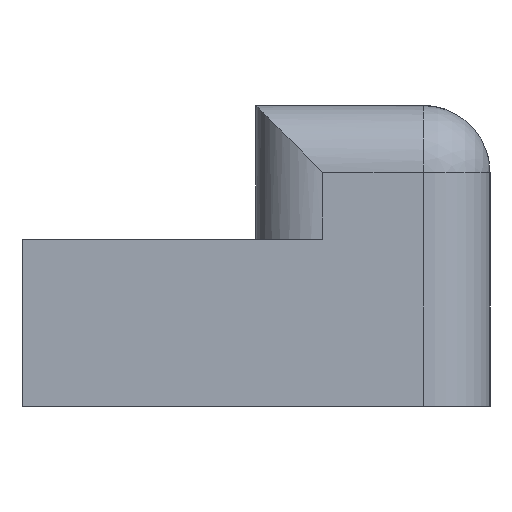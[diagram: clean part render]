
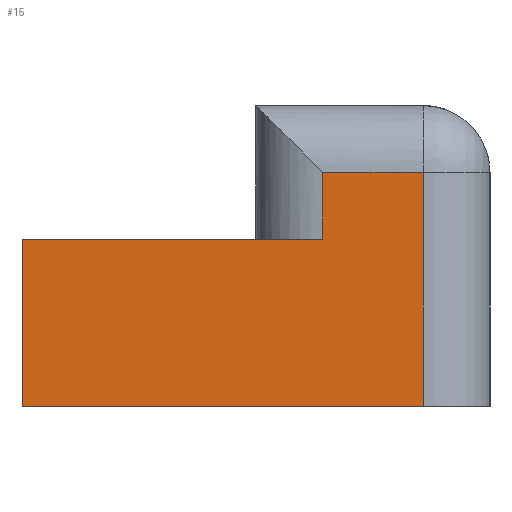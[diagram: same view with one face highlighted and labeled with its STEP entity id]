
A CAD part, left-side view. The second image highlights one B-rep face of the part: STEP entity #15.
In plain terms, the highlighted planar face has unit normal (-1, 0, 0).
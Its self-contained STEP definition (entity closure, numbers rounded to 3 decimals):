
#15 = ADVANCED_FACE ( 'NONE', ( #1661 ), #1531, .F. ) ;
#21 = DIRECTION ( 'NONE',  ( 0., -1., 0. ) ) ;
#33 = LINE ( 'NONE', #1225, #703 ) ;
#62 = LINE ( 'NONE', #1527, #1863 ) ;
#66 = EDGE_CURVE ( 'NONE', #1033, #462, #193, .T. ) ;
#70 = ORIENTED_EDGE ( 'NONE', *, *, #66, .T. ) ;
#73 = CARTESIAN_POINT ( 'NONE',  ( -54.5, 9.5, 12.5 ) ) ;
#193 = LINE ( 'NONE', #934, #1569 ) ;
#204 = DIRECTION ( 'NONE',  ( 0., -1., 0. ) ) ;
#210 = ORIENTED_EDGE ( 'NONE', *, *, #482, .T. ) ;
#315 = CARTESIAN_POINT ( 'NONE',  ( -54.5, 9.5, 12.5 ) ) ;
#317 = CARTESIAN_POINT ( 'NONE',  ( -54.5, 3.5, 12.5 ) ) ;
#324 = DIRECTION ( 'NONE',  ( 0., 0., 1. ) ) ;
#335 = VERTEX_POINT ( 'NONE', #317 ) ;
#338 = LINE ( 'NONE', #1524, #1294 ) ;
#418 = CARTESIAN_POINT ( 'NONE',  ( -54.5, 9.5, 15. ) ) ;
#462 = VERTEX_POINT ( 'NONE', #73 ) ;
#482 = EDGE_CURVE ( 'NONE', #576, #1107, #33, .T. ) ;
#538 = EDGE_CURVE ( 'NONE', #1094, #576, #553, .T. ) ;
#553 = LINE ( 'NONE', #1706, #1720 ) ;
#574 = LINE ( 'NONE', #315, #1115 ) ;
#576 = VERTEX_POINT ( 'NONE', #1419 ) ;
#651 = EDGE_CURVE ( 'NONE', #462, #335, #574, .T. ) ;
#703 = VECTOR ( 'NONE', #1798, 1000. ) ;
#709 = ORIENTED_EDGE ( 'NONE', *, *, #1182, .F. ) ;
#795 = EDGE_CURVE ( 'NONE', #335, #1094, #62, .T. ) ;
#805 = DIRECTION ( 'NONE',  ( 0., 0., -1. ) ) ;
#816 = EDGE_LOOP ( 'NONE', ( #1508, #210, #709, #70, #932, #948 ) ) ;
#871 = CARTESIAN_POINT ( 'NONE',  ( -54.5, 5., 15. ) ) ;
#932 = ORIENTED_EDGE ( 'NONE', *, *, #651, .T. ) ;
#934 = CARTESIAN_POINT ( 'NONE',  ( -54.5, 9.5, 15. ) ) ;
#948 = ORIENTED_EDGE ( 'NONE', *, *, #795, .T. ) ;
#1033 = VERTEX_POINT ( 'NONE', #418 ) ;
#1094 = VERTEX_POINT ( 'NONE', #1337 ) ;
#1107 = VERTEX_POINT ( 'NONE', #871 ) ;
#1115 = VECTOR ( 'NONE', #21, 1000. ) ;
#1123 = DIRECTION ( 'NONE',  ( 0., 0., -1. ) ) ;
#1153 = DIRECTION ( 'NONE',  ( 0., 1., 0. ) ) ;
#1182 = EDGE_CURVE ( 'NONE', #1033, #1107, #338, .T. ) ;
#1225 = CARTESIAN_POINT ( 'NONE',  ( -54.5, 5., 15. ) ) ;
#1226 = CARTESIAN_POINT ( 'NONE',  ( -54.5, 9.5, 15. ) ) ;
#1255 = DIRECTION ( 'NONE',  ( 1., 0., 0. ) ) ;
#1294 = VECTOR ( 'NONE', #204, 1000. ) ;
#1337 = CARTESIAN_POINT ( 'NONE',  ( -54.5, 3.5, 16. ) ) ;
#1419 = CARTESIAN_POINT ( 'NONE',  ( -54.5, 5., 16. ) ) ;
#1508 = ORIENTED_EDGE ( 'NONE', *, *, #538, .T. ) ;
#1524 = CARTESIAN_POINT ( 'NONE',  ( -54.5, 9.5, 15. ) ) ;
#1527 = CARTESIAN_POINT ( 'NONE',  ( -54.5, 3.5, 15. ) ) ;
#1531 = PLANE ( 'NONE',  #1540 ) ;
#1540 = AXIS2_PLACEMENT_3D ( 'NONE', #1226, #1255, #1123 ) ;
#1569 = VECTOR ( 'NONE', #805, 1000. ) ;
#1661 = FACE_OUTER_BOUND ( 'NONE', #816, .T. ) ;
#1706 = CARTESIAN_POINT ( 'NONE',  ( -54.5, 9.5, 16. ) ) ;
#1720 = VECTOR ( 'NONE', #1153, 1000. ) ;
#1798 = DIRECTION ( 'NONE',  ( 0., 0., -1. ) ) ;
#1863 = VECTOR ( 'NONE', #324, 1000. ) ;
